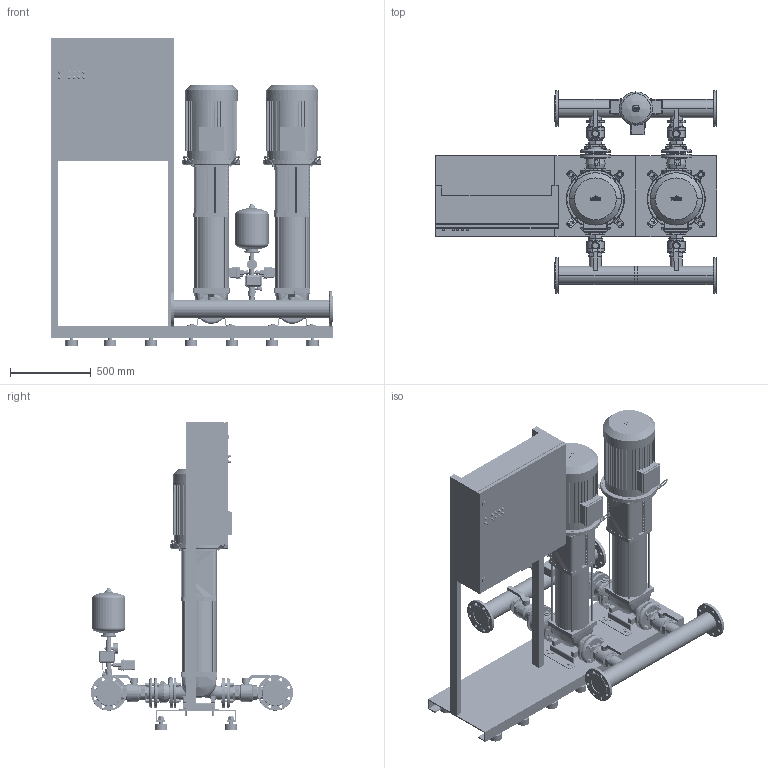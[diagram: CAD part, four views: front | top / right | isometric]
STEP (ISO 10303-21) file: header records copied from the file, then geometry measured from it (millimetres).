
FILE_DESCRIPTION((''),'2;1');
FILE_NAME('3d_FLA-2HELIXV3606_2_K-01PN16-2534389.stp','2013-07-05T14:26:43',(''),(''),'Mechanical Desktop 2009','Mechanical Desktop 2009',', , ');
FILE_SCHEMA(('CONFIG_CONTROL_DESIGN'));
Length unit declared in the file: millimetre
Products named in the file (1): Product
Bounding box: 1740 x 1250 x 1905 mm (x, y, z)
Volume: 324416847.5 mm3; surface area: 14413834.1 mm2
Topology: 159 solids, 159 shells, 4985 faces, 12617 edges, 8180 vertices
Faces by surface type: bspline 2055, plane 1736, cylinder 893, cone 155, torus 140, sphere 6
Entity records: 173776 total; most frequent: CARTESIAN_POINT 56737, ORIENTED_EDGE 25202, DIRECTION 22115, EDGE_CURVE 12601, VERTEX_POINT 8176, VECTOR 7963, LINE 7963, AXIS2_PLACEMENT_3D 7076
